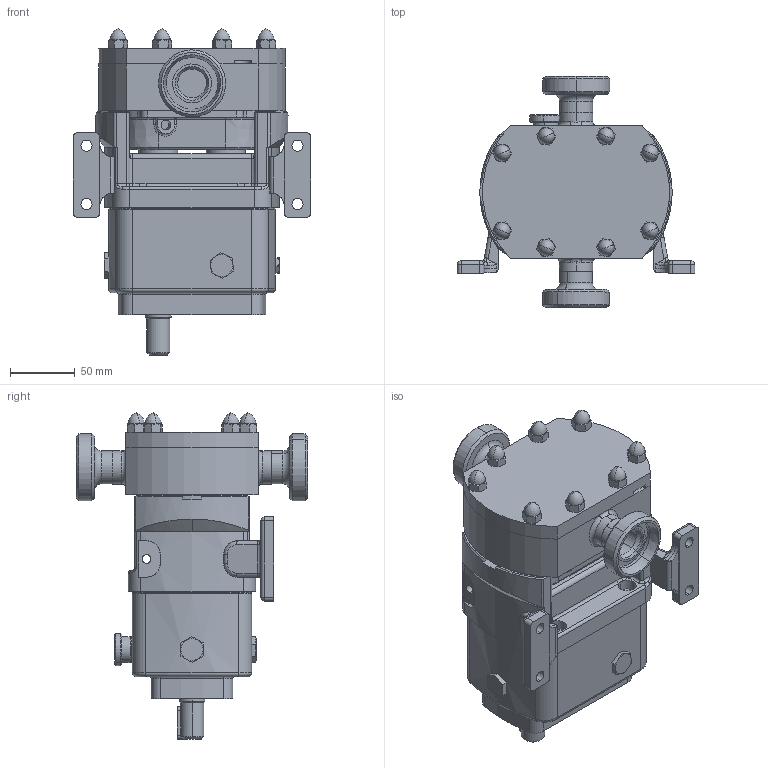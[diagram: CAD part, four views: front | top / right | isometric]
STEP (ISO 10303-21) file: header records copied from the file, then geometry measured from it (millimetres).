
FILE_DESCRIPTION (( 'STEP AP214' ), '1' );
FILE_NAME ('GA3774.STEP', '2024-11-07T16:17:51', ( '' ), ( '' ), 'SwSTEP 2.0', 'SolidWorks 2023', '' );
FILE_SCHEMA (( 'AUTOMOTIVE_DESIGN' ));
Length unit declared in the file: millimetre
Products named in the file (3): Copy of CP10-0005-12 V L^GA3774; Copy of Z94-5031-11 - 1 INCH DIN11851^GA3774; GA3774
Assembly tree (3 placements, depth 2):
  GA3774
    Copy of CP10-0005-12 V L^GA3774
    Copy of Z94-5031-11 - 1 INCH DIN11851^GA3774  x2
Bounding box: 183.1 x 178.15 x 251.35 mm (x, y, z)
Volume: 2272945.7 mm3; surface area: 181278.3 mm2
Topology: 3 solids, 3 shells, 789 faces, 1924 edges, 1143 vertices
Faces by surface type: plane 252, cylinder 228, cone 167, torus 74, bspline 56, sphere 12
Entity records: 30643 total; most frequent: CARTESIAN_POINT 13229, ORIENTED_EDGE 3682, DIRECTION 3602, EDGE_CURVE 1841, AXIS2_PLACEMENT_3D 1455, VERTEX_POINT 1111, EDGE_LOOP 814, ADVANCED_FACE 762
